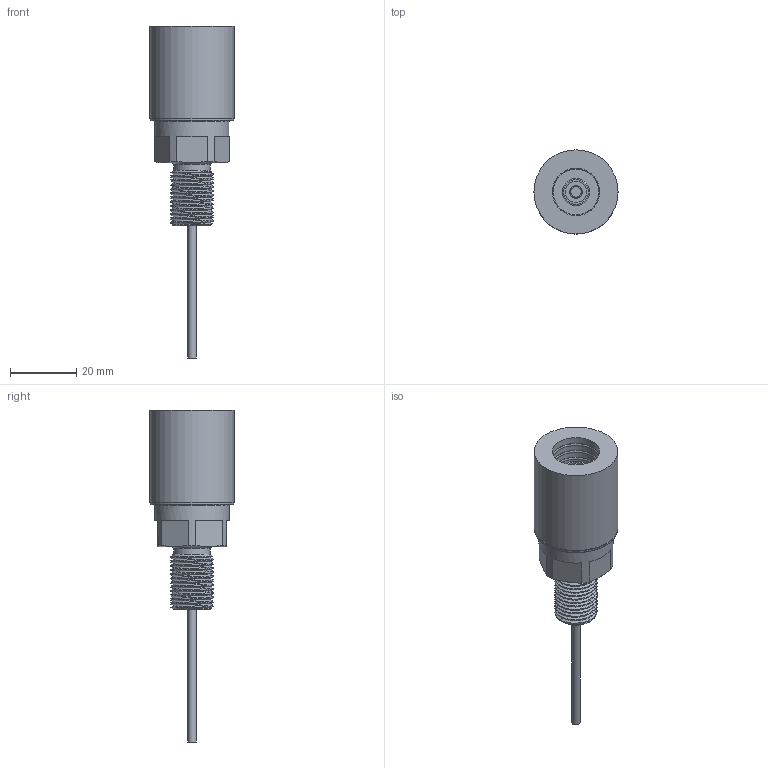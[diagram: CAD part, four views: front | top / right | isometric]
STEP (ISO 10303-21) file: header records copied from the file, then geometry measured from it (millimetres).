
FILE_DESCRIPTION(/* description */ (''),/* implementation_level */ '2;1');
FILE_NAME(/* name */ '75CXBHF.stp',/* time_stamp */ '2014-11-24T11:33:44+01:00',/* author */ ('sh'),/* organization */ (''),/* preprocessor_version */ 'ST-DEVELOPER v15.2',/* originating_system */ 'Autodesk Inventor 2014',/* authorisation */ '');
FILE_SCHEMA (('AUTOMOTIVE_DESIGN { 1 0 10303 214 3 1 1 }'));
Length unit declared in the file: inch
Products named in the file (1): 75CXBHF
Bounding box: 25.4 x 25.4 x 100.2 mm (x, y, z)
Volume: 17995.2 mm3; surface area: 14872.8 mm2
Topology: 20 solids, 20 shells, 455 faces, 1111 edges, 723 vertices
Faces by surface type: plane 197, cylinder 106, torus 89, cone 57, bspline 6
Full cylindrical faces by diameter (mm): 0.381 x1, 1.27 x1, 1.321 x6, 1.753 x1, 2.032 x6, 2.037 x6, 2.057 x6, 2.54 x1, 2.743 x12, 2.794 x6, 3.175 x12, 3.81 x1, 6.045 x1, 6.452 x2, 7.62 x1, 8.255 x2, 8.915 x1, 10.312 x6, 10.922 x1, 11.1 x1, 11.176 x2, 11.811 x1, 12.065 x2, 14.275 x5, 14.351 x1, 15.875 x1, 17.462 x2, 18.872 x1, 19.05 x2, 22.555 x1
Entity records: 15848 total; most frequent: CARTESIAN_POINT 6094, DIRECTION 2104, ORIENTED_EDGE 1722, AXIS2_PLACEMENT_3D 926, EDGE_CURVE 861, EDGE_LOOP 691, VERTEX_POINT 666, ADVANCED_FACE 448
